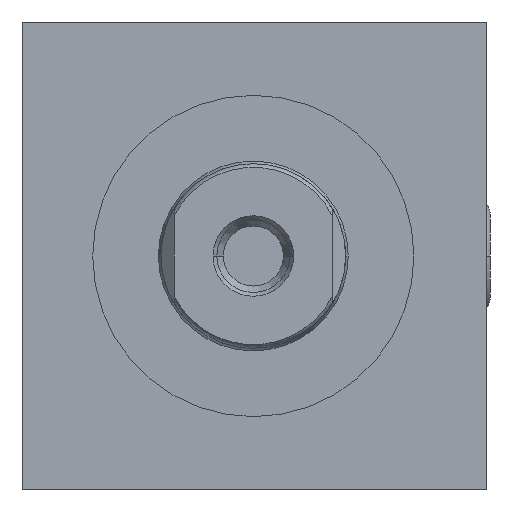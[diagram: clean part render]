
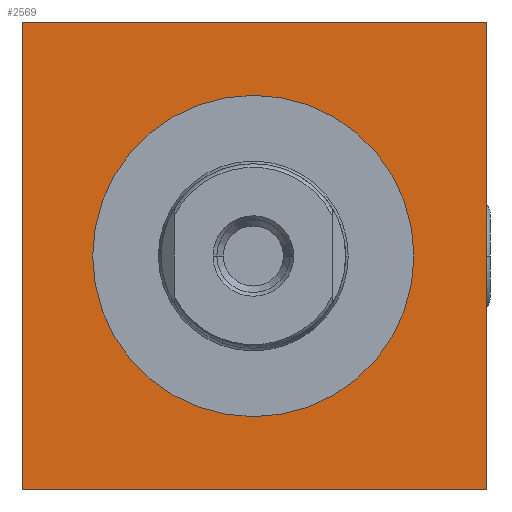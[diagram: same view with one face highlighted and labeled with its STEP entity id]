
A CAD part, left-side view. The second image highlights one B-rep face of the part: STEP entity #2569.
In plain terms, the highlighted planar face has unit normal (-1, 0, 0).
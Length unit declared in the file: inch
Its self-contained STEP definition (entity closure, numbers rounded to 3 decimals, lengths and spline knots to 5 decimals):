
#22=DIRECTION('',(0.,-1.,0.));
#23=VECTOR('',#22,1.99);
#24=CARTESIAN_POINT('',(0.,0.99,1.));
#25=LINE('',#24,#23);
#30=DIRECTION('',(0.,0.,-1.));
#31=VECTOR('',#30,2.);
#32=CARTESIAN_POINT('',(0.,-1.,1.));
#33=LINE('',#32,#31);
#37=DIRECTION('',(0.,1.,0.));
#38=VECTOR('',#37,1.99);
#39=CARTESIAN_POINT('',(0.,-1.,-1.));
#40=LINE('',#39,#38);
#44=DIRECTION('',(0.,0.,1.));
#45=VECTOR('',#44,2.);
#46=CARTESIAN_POINT('',(0.,0.99,-1.));
#47=LINE('',#46,#45);
#51=CARTESIAN_POINT('',(0.,0.,0.));
#52=DIRECTION('',(-1.,0.,0.));
#53=DIRECTION('',(0.,0.,1.));
#54=AXIS2_PLACEMENT_3D('',#51,#52,#53);
#59=CARTESIAN_POINT('',(0.,0.,0.));
#60=DIRECTION('',(-1.,0.,0.));
#61=DIRECTION('',(0.,0.,-1.));
#62=AXIS2_PLACEMENT_3D('',#59,#60,#61);
#2191=CARTESIAN_POINT('',(0.,0.99,1.));
#2192=CARTESIAN_POINT('',(0.,-1.,1.));
#2193=VERTEX_POINT('',#2191);
#2194=VERTEX_POINT('',#2192);
#2195=CARTESIAN_POINT('',(0.,-1.,-1.));
#2196=VERTEX_POINT('',#2195);
#2197=CARTESIAN_POINT('',(0.,0.99,-1.));
#2198=VERTEX_POINT('',#2197);
#2279=CARTESIAN_POINT('',(0.,0.,0.6875));
#2280=CARTESIAN_POINT('',(0.,0.,-0.6875));
#2281=VERTEX_POINT('',#2279);
#2282=VERTEX_POINT('',#2280);
#2548=CARTESIAN_POINT('',(0.,0.,0.));
#2549=DIRECTION('',(1.,0.,0.));
#2550=DIRECTION('',(0.,0.,-1.));
#2551=AXIS2_PLACEMENT_3D('',#2548,#2549,#2550);
#2552=PLANE('',#2551);
#2554=ORIENTED_EDGE('',*,*,#2553,.T.);
#2556=ORIENTED_EDGE('',*,*,#2555,.T.);
#2558=ORIENTED_EDGE('',*,*,#2557,.T.);
#2560=ORIENTED_EDGE('',*,*,#2559,.T.);
#2561=EDGE_LOOP('',(#2554,#2556,#2558,#2560));
#2562=FACE_OUTER_BOUND('',#2561,.F.);
#2564=ORIENTED_EDGE('',*,*,#2563,.T.);
#2566=ORIENTED_EDGE('',*,*,#2565,.T.);
#2567=EDGE_LOOP('',(#2564,#2566));
#2568=FACE_BOUND('',#2567,.F.);
#55=CIRCLE('',#54,0.6875);
#63=CIRCLE('',#62,0.6875);
#2553=EDGE_CURVE('',#2193,#2194,#25,.T.);
#2555=EDGE_CURVE('',#2194,#2196,#33,.T.);
#2557=EDGE_CURVE('',#2196,#2198,#40,.T.);
#2559=EDGE_CURVE('',#2198,#2193,#47,.T.);
#2563=EDGE_CURVE('',#2281,#2282,#55,.T.);
#2565=EDGE_CURVE('',#2282,#2281,#63,.T.);
#2569=ADVANCED_FACE('',(#2562,#2568),#2552,.F.);
